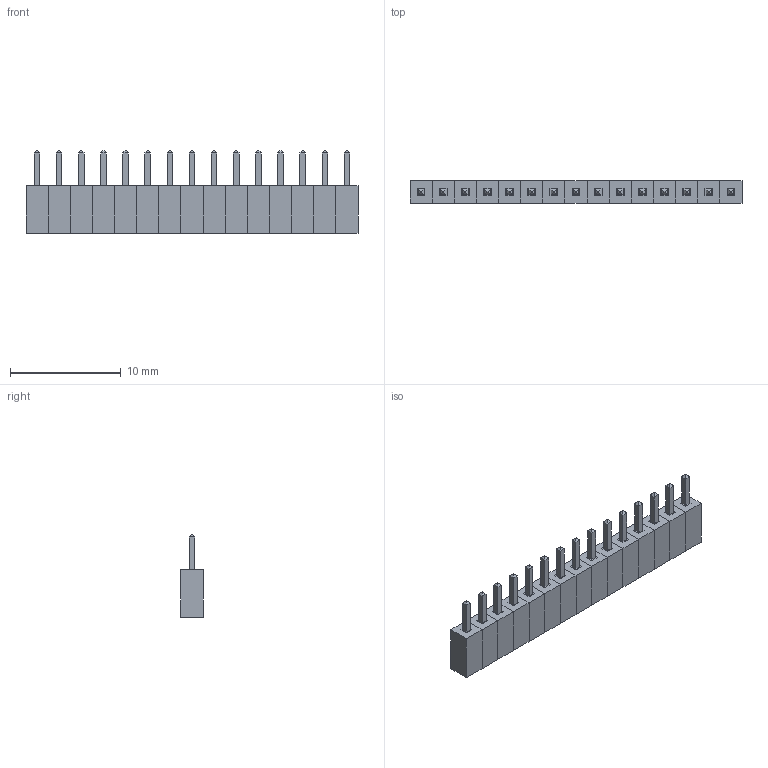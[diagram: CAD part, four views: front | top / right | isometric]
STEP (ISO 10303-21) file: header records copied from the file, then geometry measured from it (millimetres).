
FILE_DESCRIPTION (( 'STEP AP214' ), '1' );
FILE_NAME ('User Library-PBS2-15.STEP', '2025-04-23T00:41:34', ( '' ), ( '' ), 'SwSTEP 2.0', 'SolidWorks 2022', '' );
FILE_SCHEMA (( 'AUTOMOTIVE_DESIGN' ));
Length unit declared in the file: millimetre
Products named in the file (5): PBS2_2; User Library-PBS2-15; PBS2_3; PBS2; PBS2_1
Assembly tree (18 placements, depth 3):
  User Library-PBS2-15
    PBS2  x15
      PBS2_1
      PBS2_2
      PBS2_3
Bounding box: 30 x 2 x 7.45 mm (x, y, z)
Volume: 253.2 mm3; surface area: 1216.2 mm2
Topology: 45 solids, 45 shells, 450 faces, 1020 edges, 660 vertices
Faces by surface type: plane 450
Entity records: 1450 total; most frequent: DIRECTION 172, CARTESIAN_POINT 164, ORIENTED_EDGE 136, VECTOR 68, EDGE_CURVE 68, LINE 68, AXIS2_PLACEMENT_3D 52, VERTEX_POINT 44
